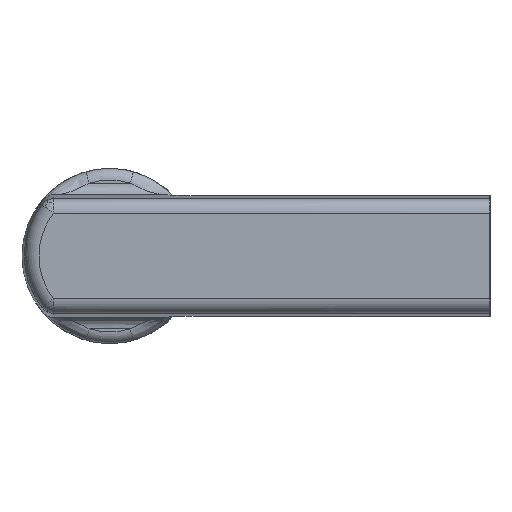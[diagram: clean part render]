
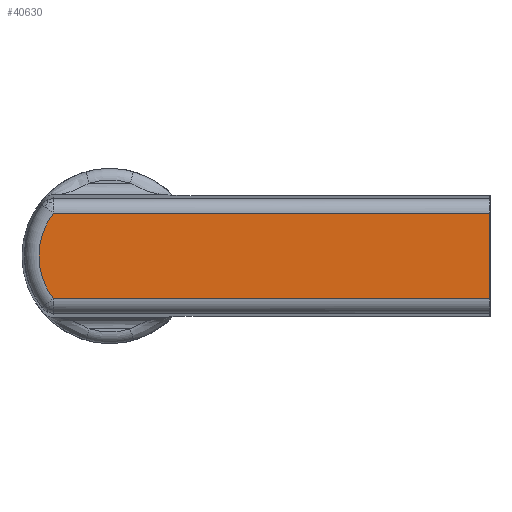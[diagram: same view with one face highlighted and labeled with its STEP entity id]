
A CAD part, left-side view. The second image highlights one B-rep face of the part: STEP entity #40630.
In plain terms, the highlighted face is planar.
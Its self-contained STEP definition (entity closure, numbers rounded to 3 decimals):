
#40230=CARTESIAN_POINT('',(26.,0.,-20.));
#40240=DIRECTION('',(0.,0.,1.));
#40250=DIRECTION('',(-1.,0.,0.));
#40260=AXIS2_PLACEMENT_3D('',#40230,#40240,#40250);
#40270=PLANE('',#40260);
#40280=CARTESIAN_POINT('',(0.,0.,-20.));
#40290=DIRECTION('',(-0.,0.,-1.));
#40300=DIRECTION('',(0.,-1.,0.));
#40310=AXIS2_PLACEMENT_3D('',#40280,#40290,#40300);
#40320=CIRCLE('',#40310,4.834);
#40330=CARTESIAN_POINT('',(-3.852,-2.921,
-20.));
#40340=VERTEX_POINT('',#40330);
#40350=CARTESIAN_POINT('',(-3.852,2.921,-20.));
#40360=VERTEX_POINT('',#40350);
#40370=EDGE_CURVE('',#40340,#40360,#40320,.T.);
#40380=ORIENTED_EDGE('',*,*,#40370,.T.);
#40390=CARTESIAN_POINT('',(4.5,-2.921,-20.));
#40400=DIRECTION('',(-1.,0.,0.));
#40410=VECTOR('',#40400,1.);
#40420=LINE('',#40390,#40410);
#40430=CARTESIAN_POINT('',(26.,-2.921,-20.));
#40440=VERTEX_POINT('',#40430);
#40450=EDGE_CURVE('',#40440,#40340,#40420,.T.);
#40460=ORIENTED_EDGE('',*,*,#40450,.T.);
#40470=CARTESIAN_POINT('',(26.,0.,-20.));
#40480=DIRECTION('',(0.,1.,0.));
#40490=VECTOR('',#40480,1.);
#40500=LINE('',#40470,#40490);
#40510=CARTESIAN_POINT('',(26.,2.921,-20.));
#40520=VERTEX_POINT('',#40510);
#40530=EDGE_CURVE('',#40440,#40520,#40500,.T.);
#40540=ORIENTED_EDGE('',*,*,#40530,.F.);
#40550=CARTESIAN_POINT('',(4.5,2.921,-20.));
#40560=DIRECTION('',(-1.,0.,0.));
#40570=VECTOR('',#40560,1.);
#40580=LINE('',#40550,#40570);
#40590=EDGE_CURVE('',#40520,#40360,#40580,.T.);
#40600=ORIENTED_EDGE('',*,*,#40590,.F.);
#40610=EDGE_LOOP('',(#40600,#40540,#40460,#40380));
#40620=FACE_OUTER_BOUND('',#40610,.T.);
#40630=ADVANCED_FACE('',(#40620),#40270,.F.);
